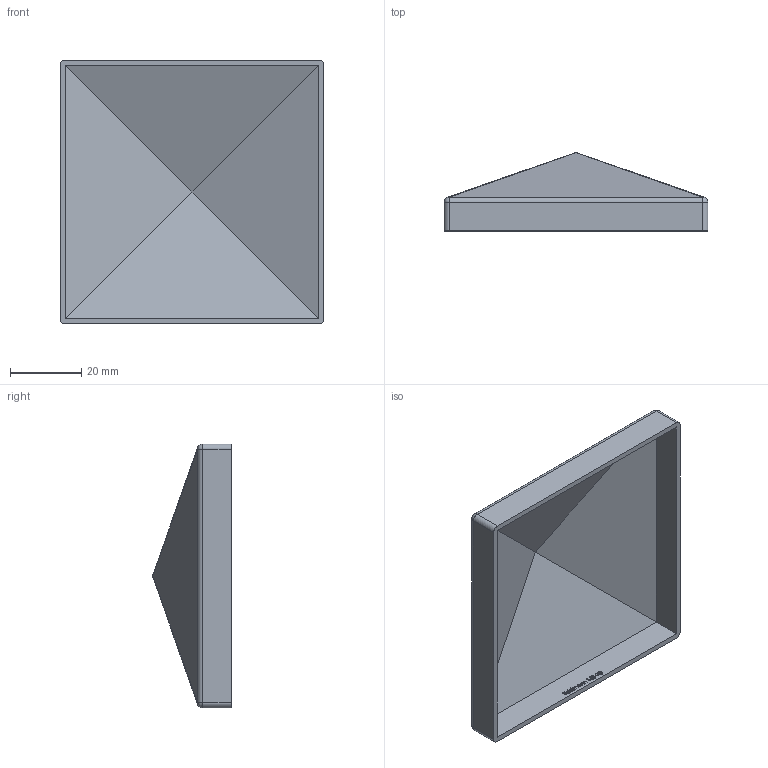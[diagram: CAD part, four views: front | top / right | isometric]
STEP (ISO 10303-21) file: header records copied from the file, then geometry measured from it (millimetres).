
FILE_DESCRIPTION (( 'STEP AP203' ), '1' );
FILE_NAME ('165-70.STEP', '2021-03-23T10:25:32', ( '' ), ( '' ), 'SwSTEP 2.0', 'SolidWorks 2018', '' );
FILE_SCHEMA (( 'CONFIG_CONTROL_DESIGN' ));
Length unit declared in the file: millimetre
Products named in the file (2): 165-70
Bounding box: 74 x 22 x 74 mm (x, y, z)
Volume: 11991.8 mm3; surface area: 16434.9 mm2
Topology: 1 solids, 1 shells, 209 faces, 535 edges, 344 vertices
Faces by surface type: plane 115, bspline 74, cylinder 12, sphere 8
Entity records: 10304 total; most frequent: CARTESIAN_POINT 5600, ORIENTED_EDGE 1062, DIRECTION 685, EDGE_CURVE 531, LINE 355, VECTOR 355, VERTEX_POINT 344, EDGE_LOOP 229
